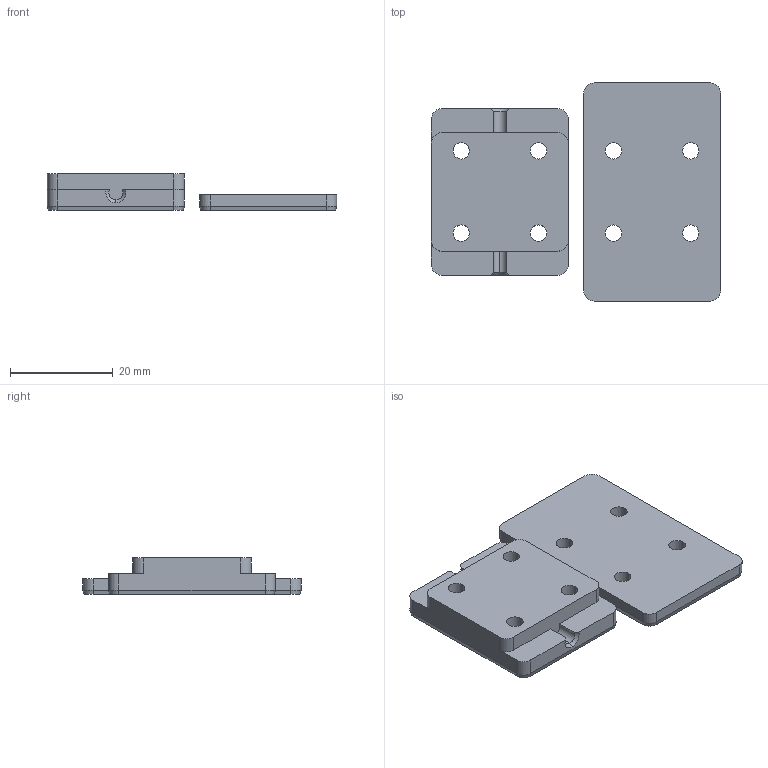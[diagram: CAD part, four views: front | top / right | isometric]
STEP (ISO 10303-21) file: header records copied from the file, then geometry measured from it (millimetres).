
FILE_DESCRIPTION (( 'STEP AP203' ), '1' );
FILE_NAME ('mount_ext_mgn9h.STEP', '2018-02-17T11:46:03', ( 'Admin' ), ( '' ), 'SwSTEP 2.0', 'SolidWorks 2013', '' );
FILE_SCHEMA (( 'CONFIG_CONTROL_DESIGN' ));
Length unit declared in the file: millimetre
Products named in the file (1): mount_ext_mgn9h
Bounding box: 56.2 x 42.4 x 7.1 mm (x, y, z)
Volume: 8248.9 mm3; surface area: 5352.3 mm2
Topology: 2 solids, 2 shells, 84 faces, 207 edges, 127 vertices
Faces by surface type: cylinder 31, cone 27, plane 26
Entity records: 2587 total; most frequent: DIRECTION 462, CARTESIAN_POINT 431, ORIENTED_EDGE 414, EDGE_CURVE 207, AXIS2_PLACEMENT_3D 174, VERTEX_POINT 127, VECTOR 114, LINE 114
